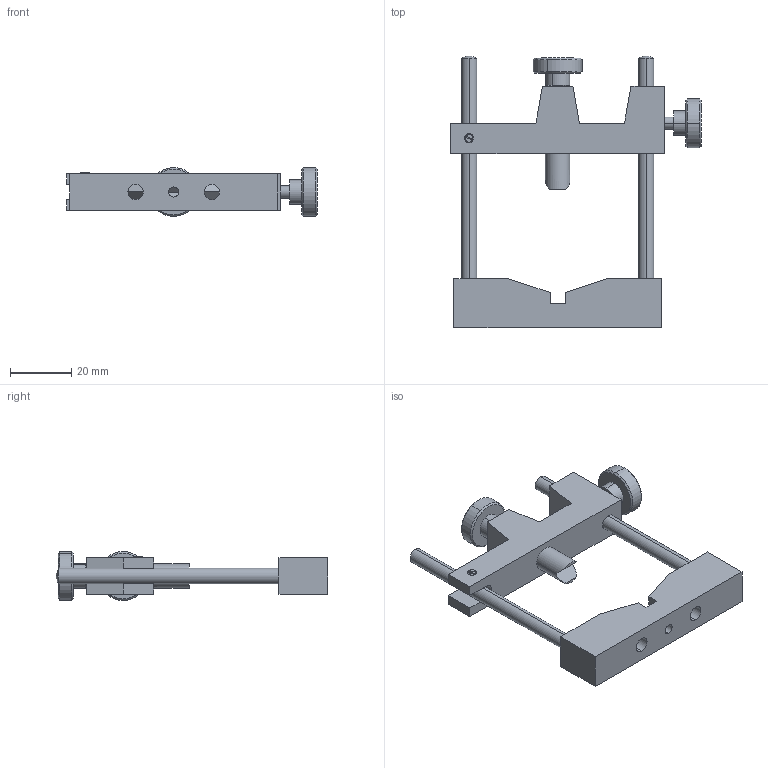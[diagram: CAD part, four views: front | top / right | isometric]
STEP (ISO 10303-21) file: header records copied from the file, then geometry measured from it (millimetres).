
FILE_DESCRIPTION (( 'STEP AP203' ), '1' );
FILE_NAME ('GCM-060302M 俋倰芞.STEP', '2017-01-09T02:02:29', ( 'Lxtx999.CoM' ), ( 'Lxtx999.CoM' ), 'SwSTEP 2.0', 'SolidWorks 2012', '' );
FILE_SCHEMA (( 'CONFIG_CONTROL_DESIGN' ));
Length unit declared in the file: centimetre
Products named in the file (1): GCM-060302M 俋倰芞
Bounding box: 82 x 89 x 16 mm (x, y, z)
Surface area: 13118.8 mm2 (no closed solid volume)
Topology: 0 solids, 8 shells, 87 faces, 233 edges, 158 vertices
Faces by surface type: plane 46, cylinder 25, cone 12, sphere 4
Entity records: 2823 total; most frequent: CARTESIAN_POINT 503, DIRECTION 493, ORIENTED_EDGE 426, EDGE_CURVE 233, AXIS2_PLACEMENT_3D 180, VERTEX_POINT 158, LINE 133, VECTOR 133
